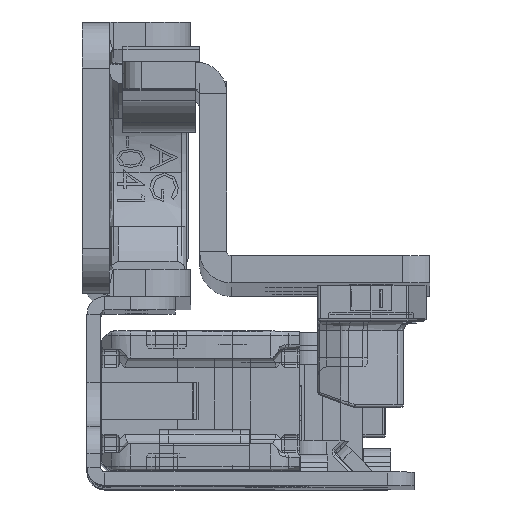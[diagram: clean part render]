
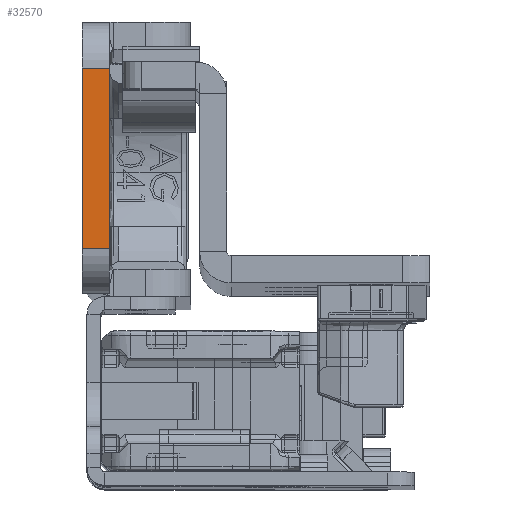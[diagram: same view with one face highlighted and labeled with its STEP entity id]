
A CAD part, top view. The second image highlights one B-rep face of the part: STEP entity #32570.
In plain terms, the highlighted planar face has unit normal (0, 0, 1).
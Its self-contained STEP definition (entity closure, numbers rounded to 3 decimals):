
#1860 = VERTEX_POINT ( 'NONE', #51514 ) ;
#4736 = VERTEX_POINT ( 'NONE', #41909 ) ;
#5712 = VECTOR ( 'NONE', #46475, 1000. ) ;
#6702 = PLANE ( 'NONE',  #54612 ) ;
#7530 = CARTESIAN_POINT ( 'NONE',  ( 3., 10., 0. ) ) ;
#15777 = LINE ( 'NONE', #16855, #18474 ) ;
#16270 = CARTESIAN_POINT ( 'NONE',  ( 3., 10., 0. ) ) ;
#16855 = CARTESIAN_POINT ( 'NONE',  ( 3., -22.5, 0. ) ) ;
#17593 = DIRECTION ( 'NONE',  ( 0., -1., 0. ) ) ;
#18474 = VECTOR ( 'NONE', #27822, 1000. ) ;
#20590 = EDGE_CURVE ( 'NONE', #70449, #1860, #50869, .T. ) ;
#23063 = LINE ( 'NONE', #68386, #50351 ) ;
#23323 = ORIENTED_EDGE ( 'NONE', *, *, #20590, .F. ) ;
#24460 = VECTOR ( 'NONE', #50573, 1000. ) ;
#27182 = CARTESIAN_POINT ( 'NONE',  ( 3., -10., 0. ) ) ;
#27766 = ORIENTED_EDGE ( 'NONE', *, *, #31874, .F. ) ;
#27822 = DIRECTION ( 'NONE',  ( 0., -1., 0. ) ) ;
#31874 = EDGE_CURVE ( 'NONE', #61425, #70449, #15777, .T. ) ;
#32570 = ADVANCED_FACE ( 'NONE', ( #56786 ), #6702, .F. ) ;
#33395 = DIRECTION ( 'NONE',  ( 0., 0., -1. ) ) ;
#33693 = CARTESIAN_POINT ( 'NONE',  ( 3., -10., 0. ) ) ;
#33779 = LINE ( 'NONE', #16270, #24460 ) ;
#35150 = EDGE_CURVE ( 'NONE', #4736, #1860, #23063, .T. ) ;
#41909 = CARTESIAN_POINT ( 'NONE',  ( 0., 10., 0. ) ) ;
#46158 = ORIENTED_EDGE ( 'NONE', *, *, #35150, .T. ) ;
#46475 = DIRECTION ( 'NONE',  ( -1., 0., 0. ) ) ;
#47500 = EDGE_LOOP ( 'NONE', ( #23323, #27766, #65411, #46158 ) ) ;
#50351 = VECTOR ( 'NONE', #17593, 1000. ) ;
#50573 = DIRECTION ( 'NONE',  ( -1., 0., 0. ) ) ;
#50869 = LINE ( 'NONE', #33693, #5712 ) ;
#51514 = CARTESIAN_POINT ( 'NONE',  ( 0., -10., 0. ) ) ;
#54612 = AXIS2_PLACEMENT_3D ( 'NONE', #61542, #33395, #55695 ) ;
#55695 = DIRECTION ( 'NONE',  ( -1., 0., 0. ) ) ;
#56786 = FACE_OUTER_BOUND ( 'NONE', #47500, .T. ) ;
#57344 = EDGE_CURVE ( 'NONE', #61425, #4736, #33779, .T. ) ;
#61425 = VERTEX_POINT ( 'NONE', #7530 ) ;
#61542 = CARTESIAN_POINT ( 'NONE',  ( 3., -22.5, 0. ) ) ;
#65411 = ORIENTED_EDGE ( 'NONE', *, *, #57344, .T. ) ;
#68386 = CARTESIAN_POINT ( 'NONE',  ( 0., -22.5, 0. ) ) ;
#70449 = VERTEX_POINT ( 'NONE', #27182 ) ;
